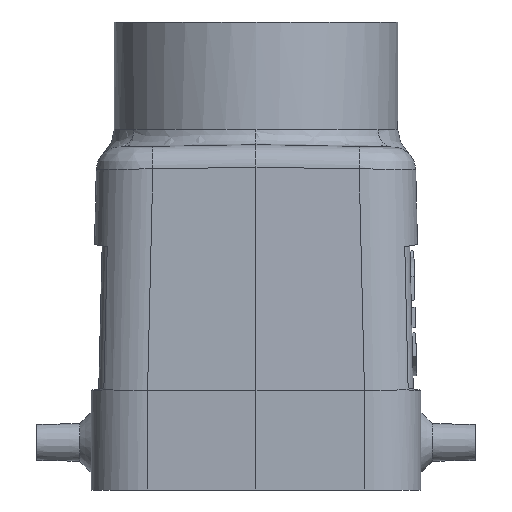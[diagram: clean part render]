
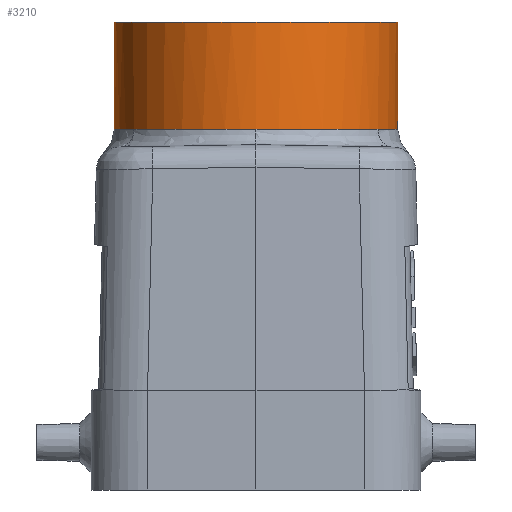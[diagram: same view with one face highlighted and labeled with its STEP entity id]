
A CAD part, left-side view. The second image highlights one B-rep face of the part: STEP entity #3210.
In plain terms, the highlighted cylindrical face has radius 18.5 mm (diameter 37 mm), a full revolution.
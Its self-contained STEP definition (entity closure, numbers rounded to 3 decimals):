
#1831=CYLINDRICAL_SURFACE('',#6161,18.5);
#1932=B_SPLINE_CURVE_WITH_KNOTS('',3,(#8142,#8143,#8144,#8145,#8146,#8147),
 .UNSPECIFIED.,.F.,.F.,(4,2,4),(0.,0.5,1.),.UNSPECIFIED.);
#1934=B_SPLINE_CURVE_WITH_KNOTS('',3,(#8249,#8250,#8251,#8252,#8253,#8254),
 .UNSPECIFIED.,.F.,.F.,(4,2,4),(0.,0.5,1.),.UNSPECIFIED.);
#1936=B_SPLINE_CURVE_WITH_KNOTS('',3,(#8288,#8289,#8290,#8291,#8292,#8293),
 .UNSPECIFIED.,.F.,.F.,(4,2,4),(0.,0.5,1.),.UNSPECIFIED.);
#1938=B_SPLINE_CURVE_WITH_KNOTS('',3,(#8327,#8328,#8329,#8330,#8331,#8332),
 .UNSPECIFIED.,.F.,.F.,(4,2,4),(0.,0.5,1.),.UNSPECIFIED.);
#1940=B_SPLINE_CURVE_WITH_KNOTS('',3,(#8434,#8435,#8436,#8437,#8438,#8439),
 .UNSPECIFIED.,.F.,.F.,(4,2,4),(0.,0.5,1.),.UNSPECIFIED.);
#1942=B_SPLINE_CURVE_WITH_KNOTS('',3,(#8471,#8472,#8473,#8474,#8475,#8476),
 .UNSPECIFIED.,.F.,.F.,(4,2,4),(0.,0.5,1.),.UNSPECIFIED.);
#3210=ADVANCED_FACE('',(#3489,#3490),#1831,.T.);
#3489=FACE_BOUND('',#3583,.T.);
#3490=FACE_BOUND('',#3584,.T.);
#3583=EDGE_LOOP('',(#4006));
#3584=EDGE_LOOP('',(#4007,#4008,#4009,#4010,#4011,#4012));
#4006=ORIENTED_EDGE('',*,*,#5604,.F.);
#4007=ORIENTED_EDGE('',*,*,#5599,.T.);
#4008=ORIENTED_EDGE('',*,*,#5596,.T.);
#4009=ORIENTED_EDGE('',*,*,#5593,.T.);
#4010=ORIENTED_EDGE('',*,*,#5590,.T.);
#4011=ORIENTED_EDGE('',*,*,#5587,.T.);
#4012=ORIENTED_EDGE('',*,*,#5602,.T.);
#5185=VERTEX_POINT('',#8140);
#5187=VERTEX_POINT('',#8148);
#5189=VERTEX_POINT('',#8255);
#5191=VERTEX_POINT('',#8294);
#5193=VERTEX_POINT('',#8333);
#5195=VERTEX_POINT('',#8440);
#5197=VERTEX_POINT('',#8506);
#5587=EDGE_CURVE('',#5187,#5185,#1932,.T.);
#5590=EDGE_CURVE('',#5189,#5187,#1934,.T.);
#5593=EDGE_CURVE('',#5191,#5189,#1936,.T.);
#5596=EDGE_CURVE('',#5193,#5191,#1938,.T.);
#5599=EDGE_CURVE('',#5195,#5193,#1940,.T.);
#5602=EDGE_CURVE('',#5185,#5195,#1942,.T.);
#5604=EDGE_CURVE('',#5197,#5197,#6064,.T.);
#6064=CIRCLE('',#6160,18.5);
#6160=AXIS2_PLACEMENT_3D('',#8505,#6680,#6681);
#6161=AXIS2_PLACEMENT_3D('',#8507,#6682,#6683);
#6680=DIRECTION('',(0.,0.,1.));
#6681=DIRECTION('',(-1.,0.,0.));
#6682=DIRECTION('',(0.,0.,1.));
#6683=DIRECTION('',(1.,0.,0.));
#8140=CARTESIAN_POINT('',(9.436,-15.913,37.85));
#8142=CARTESIAN_POINT('',(-9.436,-15.913,37.85));
#8143=CARTESIAN_POINT('',(-6.597,-17.596,37.85));
#8144=CARTESIAN_POINT('',(-3.301,-18.5,37.85));
#8145=CARTESIAN_POINT('',(3.301,-18.5,37.85));
#8146=CARTESIAN_POINT('',(6.597,-17.596,37.85));
#8147=CARTESIAN_POINT('',(9.436,-15.913,37.85));
#8148=CARTESIAN_POINT('',(-9.436,-15.913,37.85));
#8249=CARTESIAN_POINT('',(-18.5,0.,37.85));
#8250=CARTESIAN_POINT('',(-18.5,-3.193,37.85));
#8251=CARTESIAN_POINT('',(-17.655,-6.382,37.85));
#8252=CARTESIAN_POINT('',(-14.495,-11.931,37.85));
#8253=CARTESIAN_POINT('',(-12.182,-14.284,37.85));
#8254=CARTESIAN_POINT('',(-9.436,-15.913,37.85));
#8255=CARTESIAN_POINT('',(-18.5,0.,37.85));
#8288=CARTESIAN_POINT('',(-9.436,15.912,37.85));
#8289=CARTESIAN_POINT('',(-12.183,14.284,37.85));
#8290=CARTESIAN_POINT('',(-14.495,11.931,37.85));
#8291=CARTESIAN_POINT('',(-17.655,6.382,37.85));
#8292=CARTESIAN_POINT('',(-18.5,3.193,37.85));
#8293=CARTESIAN_POINT('',(-18.5,0.,37.85));
#8294=CARTESIAN_POINT('',(-9.436,15.912,37.85));
#8327=CARTESIAN_POINT('',(9.436,15.913,37.85));
#8328=CARTESIAN_POINT('',(6.597,17.596,37.85));
#8329=CARTESIAN_POINT('',(3.301,18.5,37.85));
#8330=CARTESIAN_POINT('',(-3.301,18.5,37.85));
#8331=CARTESIAN_POINT('',(-6.597,17.596,37.85));
#8332=CARTESIAN_POINT('',(-9.436,15.912,37.85));
#8333=CARTESIAN_POINT('',(9.436,15.913,37.85));
#8434=CARTESIAN_POINT('',(18.5,0.,37.85));
#8435=CARTESIAN_POINT('',(18.5,3.193,37.85));
#8436=CARTESIAN_POINT('',(17.655,6.382,37.85));
#8437=CARTESIAN_POINT('',(14.495,11.931,37.85));
#8438=CARTESIAN_POINT('',(12.182,14.284,37.85));
#8439=CARTESIAN_POINT('',(9.436,15.913,37.85));
#8440=CARTESIAN_POINT('',(18.5,0.,37.85));
#8471=CARTESIAN_POINT('',(9.436,-15.913,37.85));
#8472=CARTESIAN_POINT('',(12.183,-14.284,37.85));
#8473=CARTESIAN_POINT('',(14.495,-11.931,37.85));
#8474=CARTESIAN_POINT('',(17.655,-6.382,37.85));
#8475=CARTESIAN_POINT('',(18.5,-3.193,37.85));
#8476=CARTESIAN_POINT('',(18.5,0.,37.85));
#8505=CARTESIAN_POINT('',(0.,0.,51.85));
#8506=CARTESIAN_POINT('',(-18.5,0.,51.85));
#8507=CARTESIAN_POINT('',(0.,0.,35.35));
